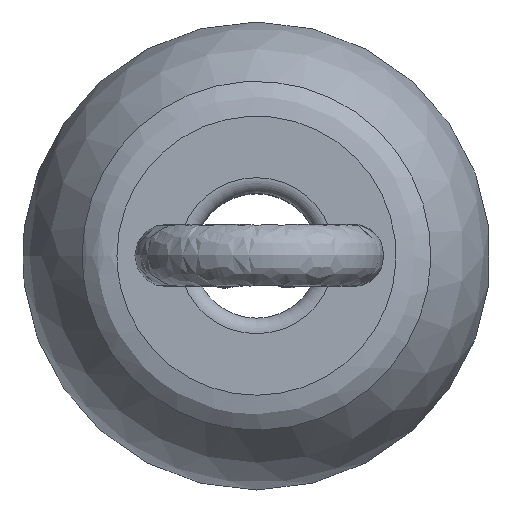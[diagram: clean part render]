
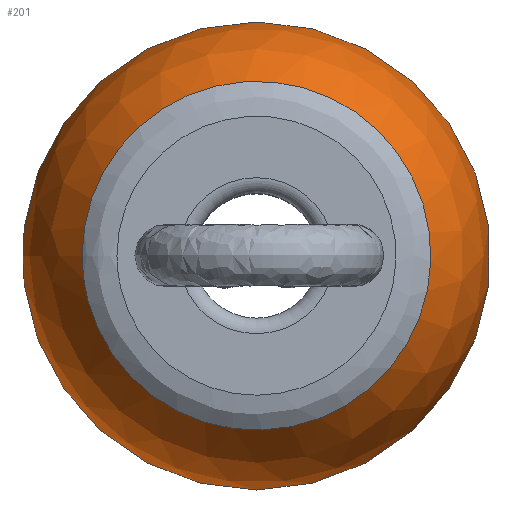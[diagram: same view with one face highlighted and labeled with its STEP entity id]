
A CAD part, top view. The second image highlights one B-rep face of the part: STEP entity #201.
In plain terms, the highlighted spherical face has radius 1.5 mm.
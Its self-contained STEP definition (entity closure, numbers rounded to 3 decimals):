
#108 = VERTEX_POINT('',#109);
#109 = CARTESIAN_POINT('',(-1.118,0.,1.));
#117 = EDGE_CURVE('',#108,#108,#118,.T.);
#118 = ( BOUNDED_CURVE() B_SPLINE_CURVE(13,(#119,#120,#121,#122,#123,
    #124,#125,#126,#127,#128,#129,#130,#131,#132),.UNSPECIFIED.,.T.,.F.)
 B_SPLINE_CURVE_WITH_KNOTS((14,14),(0.,6.408),
.PIECEWISE_BEZIER_KNOTS.) CURVE() GEOMETRIC_REPRESENTATION_ITEM() 
RATIONAL_B_SPLINE_CURVE((1.,1.,1.,1.,1.,
    1.,1.,1.,1.,
1.,1.,1.,1.,1.)) REPRESENTATION_ITEM('') );
#119 = CARTESIAN_POINT('',(-1.118,0.,1.));
#120 = CARTESIAN_POINT('',(-1.118,0.533,1.));
#121 = CARTESIAN_POINT('',(-0.843,1.077,1.));
#122 = CARTESIAN_POINT('',(-0.276,1.467,1.));
#123 = CARTESIAN_POINT('',(0.503,1.527,1.));
#124 = CARTESIAN_POINT('',(1.176,1.112,1.));
#125 = CARTESIAN_POINT('',(1.67,0.505,1.));
#126 = CARTESIAN_POINT('',(1.67,-0.505,1.));
#127 = CARTESIAN_POINT('',(1.176,-1.112,1.));
#128 = CARTESIAN_POINT('',(0.503,-1.527,1.));
#129 = CARTESIAN_POINT('',(-0.276,-1.467,1.));
#130 = CARTESIAN_POINT('',(-0.843,-1.077,1.));
#131 = CARTESIAN_POINT('',(-1.118,-0.533,1.));
#132 = CARTESIAN_POINT('',(-1.118,0.,1.));
#201 = ADVANCED_FACE('',(#202),#232,.T.);
#202 = FACE_BOUND('',#203,.F.);
#203 = EDGE_LOOP('',(#204,#213,#214,#215));
#204 = ORIENTED_EDGE('',*,*,#205,.F.);
#205 = EDGE_CURVE('',#108,#206,#208,.T.);
#206 = VERTEX_POINT('',#207);
#207 = CARTESIAN_POINT('',(-1.118,0.,-1.));
#208 = CIRCLE('',#209,1.5);
#209 = AXIS2_PLACEMENT_3D('',#210,#211,#212);
#210 = CARTESIAN_POINT('',(0.,0.,0.));
#211 = DIRECTION('',(0.,-1.,0.));
#212 = DIRECTION('',(1.,0.,0.));
#213 = ORIENTED_EDGE('',*,*,#117,.F.);
#214 = ORIENTED_EDGE('',*,*,#205,.T.);
#215 = ORIENTED_EDGE('',*,*,#216,.T.);
#216 = EDGE_CURVE('',#206,#206,#217,.T.);
#217 = ( BOUNDED_CURVE() B_SPLINE_CURVE(13,(#218,#219,#220,#221,#222,
    #223,#224,#225,#226,#227,#228,#229,#230,#231),.UNSPECIFIED.,.T.,.F.)
 B_SPLINE_CURVE_WITH_KNOTS((14,14),(0.,6.408),
.PIECEWISE_BEZIER_KNOTS.) CURVE() GEOMETRIC_REPRESENTATION_ITEM() 
RATIONAL_B_SPLINE_CURVE((1.,1.,1.,1.,1.,
    1.,1.,1.,1.,
1.,1.,1.,1.,1.)) REPRESENTATION_ITEM('') );
#218 = CARTESIAN_POINT('',(-1.118,0.,-1.));
#219 = CARTESIAN_POINT('',(-1.118,0.533,-1.));
#220 = CARTESIAN_POINT('',(-0.843,1.077,-1.));
#221 = CARTESIAN_POINT('',(-0.276,1.467,-1.));
#222 = CARTESIAN_POINT('',(0.503,1.527,-1.));
#223 = CARTESIAN_POINT('',(1.176,1.112,-1.));
#224 = CARTESIAN_POINT('',(1.67,0.505,-1.));
#225 = CARTESIAN_POINT('',(1.67,-0.505,-1.));
#226 = CARTESIAN_POINT('',(1.176,-1.112,-1.));
#227 = CARTESIAN_POINT('',(0.503,-1.527,-1.));
#228 = CARTESIAN_POINT('',(-0.276,-1.467,-1.));
#229 = CARTESIAN_POINT('',(-0.843,-1.077,-1.));
#230 = CARTESIAN_POINT('',(-1.118,-0.533,-1.));
#231 = CARTESIAN_POINT('',(-1.118,0.,-1.));
#232 = SPHERICAL_SURFACE('',#233,1.5);
#233 = AXIS2_PLACEMENT_3D('',#234,#235,#236);
#234 = CARTESIAN_POINT('',(0.,0.,0.));
#235 = DIRECTION('',(0.,0.,-1.));
#236 = DIRECTION('',(-1.,0.,0.));
